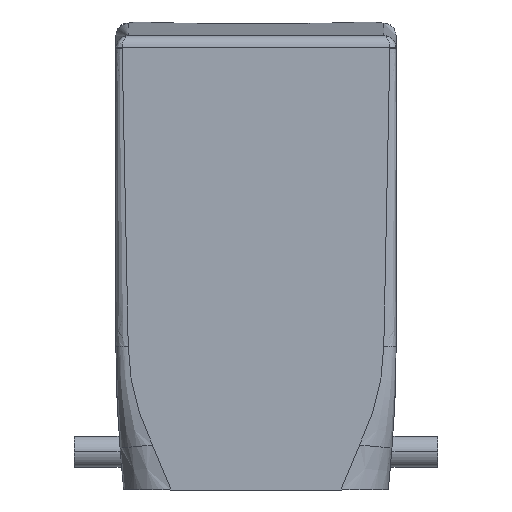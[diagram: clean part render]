
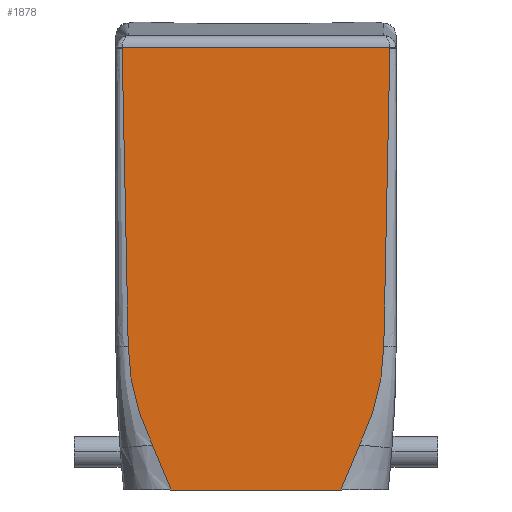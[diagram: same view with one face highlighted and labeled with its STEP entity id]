
A CAD part, front view. The second image highlights one B-rep face of the part: STEP entity #1878.
In plain terms, the highlighted planar face has unit normal (0, -1, 0.013).
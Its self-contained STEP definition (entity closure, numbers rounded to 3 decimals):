
#1749=AXIS2_PLACEMENT_3D('Plane Axis2P3D',#1746,#1747,#1748) ;
#1637=CARTESIAN_POINT('Vertex',(15.729,0.,0.)) ;
#1715=CARTESIAN_POINT('Vertex',(43.271,0.,0.)) ;
#1718=CARTESIAN_POINT('Line Origine',(29.5,0.,0.)) ;
#1746=CARTESIAN_POINT('Axis2P3D Location',(29.5,1.046,79.915)) ;
#1752=CARTESIAN_POINT('Control Point',(7.761,0.939,71.744)) ;
#1753=CARTESIAN_POINT('Control Point',(7.823,0.813,62.068)) ;
#1754=CARTESIAN_POINT('Control Point',(7.951,0.686,52.392)) ;
#1755=CARTESIAN_POINT('Control Point',(8.213,0.559,42.71)) ;
#1756=CARTESIAN_POINT('Control Point',(8.395,0.432,33.035)) ;
#1757=CARTESIAN_POINT('Control Point',(8.749,0.306,23.365)) ;
#1758=CARTESIAN_POINT('Vertex',(8.749,0.306,23.365)) ;
#1760=CARTESIAN_POINT('Vertex',(7.761,0.939,71.744)) ;
#1764=CARTESIAN_POINT('Control Point',(8.749,0.306,23.365)) ;
#1765=CARTESIAN_POINT('Control Point',(8.757,0.303,23.15)) ;
#1766=CARTESIAN_POINT('Control Point',(8.765,0.3,22.936)) ;
#1767=CARTESIAN_POINT('Control Point',(8.774,0.297,22.722)) ;
#1768=CARTESIAN_POINT('Control Point',(8.797,0.291,22.208)) ;
#1769=CARTESIAN_POINT('Control Point',(8.825,0.284,21.694)) ;
#1770=CARTESIAN_POINT('Control Point',(8.843,0.28,21.395)) ;
#1771=CARTESIAN_POINT('Control Point',(8.906,0.268,20.497)) ;
#1772=CARTESIAN_POINT('Control Point',(8.992,0.257,19.601)) ;
#1773=CARTESIAN_POINT('Control Point',(9.063,0.249,19.004)) ;
#1774=CARTESIAN_POINT('Control Point',(9.311,0.226,17.265)) ;
#1775=CARTESIAN_POINT('Control Point',(9.681,0.203,15.542)) ;
#1776=CARTESIAN_POINT('Control Point',(9.98,0.189,14.419)) ;
#1777=CARTESIAN_POINT('Control Point',(10.641,0.161,12.296)) ;
#1778=CARTESIAN_POINT('Control Point',(11.438,0.134,10.214)) ;
#1779=CARTESIAN_POINT('Control Point',(11.842,0.121,9.231)) ;
#1780=CARTESIAN_POINT('Control Point',(12.261,0.108,8.254)) ;
#1781=CARTESIAN_POINT('Control Point',(12.689,0.095,7.282)) ;
#1782=CARTESIAN_POINT('Vertex',(12.689,0.095,7.282)) ;
#1786=CARTESIAN_POINT('Control Point',(12.689,0.095,7.282)) ;
#1787=CARTESIAN_POINT('Control Point',(13.214,0.079,6.062)) ;
#1788=CARTESIAN_POINT('Control Point',(13.745,0.063,4.841)) ;
#1789=CARTESIAN_POINT('Control Point',(14.269,0.047,3.613)) ;
#1790=CARTESIAN_POINT('Control Point',(14.869,0.028,2.157)) ;
#1791=CARTESIAN_POINT('Control Point',(15.453,0.009,0.696)) ;
#1792=CARTESIAN_POINT('Control Point',(15.545,0.006,0.464)) ;
#1793=CARTESIAN_POINT('Control Point',(15.637,0.003,0.232)) ;
#1794=CARTESIAN_POINT('Control Point',(15.729,0.,0.)) ;
#1797=CARTESIAN_POINT('Control Point',(46.311,0.095,7.282)) ;
#1798=CARTESIAN_POINT('Control Point',(45.786,0.079,6.062)) ;
#1799=CARTESIAN_POINT('Control Point',(45.255,0.063,4.841)) ;
#1800=CARTESIAN_POINT('Control Point',(44.731,0.047,3.613)) ;
#1801=CARTESIAN_POINT('Control Point',(44.131,0.028,2.157)) ;
#1802=CARTESIAN_POINT('Control Point',(43.547,0.009,0.696)) ;
#1803=CARTESIAN_POINT('Control Point',(43.455,0.006,0.464)) ;
#1804=CARTESIAN_POINT('Control Point',(43.363,0.003,0.232)) ;
#1805=CARTESIAN_POINT('Control Point',(43.271,0.,0.)) ;
#1806=CARTESIAN_POINT('Vertex',(46.311,0.095,7.282)) ;
#1810=CARTESIAN_POINT('Control Point',(50.251,0.306,23.365)) ;
#1811=CARTESIAN_POINT('Control Point',(50.243,0.303,23.15)) ;
#1812=CARTESIAN_POINT('Control Point',(50.235,0.3,22.936)) ;
#1813=CARTESIAN_POINT('Control Point',(50.226,0.297,22.722)) ;
#1814=CARTESIAN_POINT('Control Point',(50.203,0.291,22.208)) ;
#1815=CARTESIAN_POINT('Control Point',(50.175,0.284,21.694)) ;
#1816=CARTESIAN_POINT('Control Point',(50.157,0.28,21.395)) ;
#1817=CARTESIAN_POINT('Control Point',(50.094,0.268,20.497)) ;
#1818=CARTESIAN_POINT('Control Point',(50.008,0.257,19.601)) ;
#1819=CARTESIAN_POINT('Control Point',(49.937,0.249,19.004)) ;
#1820=CARTESIAN_POINT('Control Point',(49.689,0.226,17.265)) ;
#1821=CARTESIAN_POINT('Control Point',(49.319,0.203,15.542)) ;
#1822=CARTESIAN_POINT('Control Point',(49.02,0.189,14.419)) ;
#1823=CARTESIAN_POINT('Control Point',(48.359,0.161,12.296)) ;
#1824=CARTESIAN_POINT('Control Point',(47.562,0.134,10.214)) ;
#1825=CARTESIAN_POINT('Control Point',(47.158,0.121,9.231)) ;
#1826=CARTESIAN_POINT('Control Point',(46.739,0.108,8.254)) ;
#1827=CARTESIAN_POINT('Control Point',(46.311,0.095,7.282)) ;
#1828=CARTESIAN_POINT('Vertex',(50.251,0.306,23.365)) ;
#1832=CARTESIAN_POINT('Control Point',(51.239,0.939,71.744)) ;
#1833=CARTESIAN_POINT('Control Point',(51.177,0.813,62.068)) ;
#1834=CARTESIAN_POINT('Control Point',(51.049,0.686,52.392)) ;
#1835=CARTESIAN_POINT('Control Point',(50.787,0.559,42.71)) ;
#1836=CARTESIAN_POINT('Control Point',(50.605,0.432,33.035)) ;
#1837=CARTESIAN_POINT('Control Point',(50.251,0.306,23.365)) ;
#1838=CARTESIAN_POINT('Vertex',(51.239,0.939,71.744)) ;
#1842=CARTESIAN_POINT('Control Point',(51.234,0.94,71.842)) ;
#1843=CARTESIAN_POINT('Control Point',(51.236,0.94,71.823)) ;
#1844=CARTESIAN_POINT('Control Point',(51.237,0.94,71.803)) ;
#1845=CARTESIAN_POINT('Control Point',(51.238,0.94,71.783)) ;
#1846=CARTESIAN_POINT('Control Point',(51.239,0.939,71.763)) ;
#1847=CARTESIAN_POINT('Control Point',(51.239,0.939,71.744)) ;
#1848=CARTESIAN_POINT('Vertex',(51.234,0.94,71.842)) ;
#1851=CARTESIAN_POINT('Line Origine',(29.5,0.94,71.842)) ;
#1855=CARTESIAN_POINT('Vertex',(7.766,0.94,71.842)) ;
#1859=CARTESIAN_POINT('Control Point',(7.766,0.94,71.842)) ;
#1860=CARTESIAN_POINT('Control Point',(7.764,0.94,71.823)) ;
#1861=CARTESIAN_POINT('Control Point',(7.763,0.94,71.803)) ;
#1862=CARTESIAN_POINT('Control Point',(7.762,0.94,71.783)) ;
#1863=CARTESIAN_POINT('Control Point',(7.761,0.939,71.763)) ;
#1864=CARTESIAN_POINT('Control Point',(7.761,0.939,71.744)) ;
#1719=DIRECTION('Vector Direction',(-1.,0.,0.)) ;
#1747=DIRECTION('Axis2P3D Direction',(0.,-1.,0.013)) ;
#1748=DIRECTION('Axis2P3D XDirection',(-1.,0.,0.)) ;
#1852=DIRECTION('Vector Direction',(1.,0.,0.)) ;
#1720=VECTOR('Line Direction',#1719,1.) ;
#1853=VECTOR('Line Direction',#1852,1.) ;
#1867=ORIENTED_EDGE('',*,*,#1762,.F.) ;
#1868=ORIENTED_EDGE('',*,*,#1784,.F.) ;
#1869=ORIENTED_EDGE('',*,*,#1795,.F.) ;
#1870=ORIENTED_EDGE('',*,*,#1722,.T.) ;
#1871=ORIENTED_EDGE('',*,*,#1808,.T.) ;
#1872=ORIENTED_EDGE('',*,*,#1830,.T.) ;
#1873=ORIENTED_EDGE('',*,*,#1840,.T.) ;
#1874=ORIENTED_EDGE('',*,*,#1850,.T.) ;
#1875=ORIENTED_EDGE('',*,*,#1857,.F.) ;
#1876=ORIENTED_EDGE('',*,*,#1865,.F.) ;
#1878=ADVANCED_FACE('Hauptkoerper',(#1877),#1750,.T.) ;
#1751=B_SPLINE_CURVE_WITH_KNOTS('',5,(#1752,#1753,#1754,#1755,#1756,#1757),.UNSPECIFIED.,.F.,.U.,(6,6),(35.06,118.861),.UNSPECIFIED.) ;
#1763=B_SPLINE_CURVE_WITH_KNOTS('',5,(#1764,#1765,#1766,#1767,#1768,#1769,#1770,#1771,#1772,#1773,#1774,#1775,#1776,#1777,#1778,#1779,#1780,#1781),.UNSPECIFIED.,.F.,.U.,(6,3,3,3,3,6),(116.592,118.461,121.076,126.305,136.375,145.558),.UNSPECIFIED.) ;
#1785=B_SPLINE_CURVE_WITH_KNOTS('',5,(#1786,#1787,#1788,#1789,#1790,#1791,#1792,#1793,#1794),.UNSPECIFIED.,.F.,.U.,(6,3,6),(141.56,152.858,154.99),.UNSPECIFIED.) ;
#1796=B_SPLINE_CURVE_WITH_KNOTS('',5,(#1797,#1798,#1799,#1800,#1801,#1802,#1803,#1804,#1805),.UNSPECIFIED.,.F.,.U.,(6,3,6),(141.56,152.858,154.99),.UNSPECIFIED.) ;
#1809=B_SPLINE_CURVE_WITH_KNOTS('',5,(#1810,#1811,#1812,#1813,#1814,#1815,#1816,#1817,#1818,#1819,#1820,#1821,#1822,#1823,#1824,#1825,#1826,#1827),.UNSPECIFIED.,.F.,.U.,(6,3,3,3,3,6),(116.592,118.461,121.076,126.305,136.375,145.558),.UNSPECIFIED.) ;
#1831=B_SPLINE_CURVE_WITH_KNOTS('',5,(#1832,#1833,#1834,#1835,#1836,#1837),.UNSPECIFIED.,.F.,.U.,(6,6),(35.06,118.861),.UNSPECIFIED.) ;
#1841=B_SPLINE_CURVE_WITH_KNOTS('',5,(#1842,#1843,#1844,#1845,#1846,#1847),.UNSPECIFIED.,.F.,.U.,(6,6),(8.55,8.772),.UNSPECIFIED.) ;
#1858=B_SPLINE_CURVE_WITH_KNOTS('',5,(#1859,#1860,#1861,#1862,#1863,#1864),.UNSPECIFIED.,.F.,.U.,(6,6),(8.55,8.772),.UNSPECIFIED.) ;
#1722=EDGE_CURVE('',#1638,#1716,#1721,.F.) ;
#1762=EDGE_CURVE('',#1759,#1761,#1751,.F.) ;
#1784=EDGE_CURVE('',#1783,#1759,#1763,.F.) ;
#1795=EDGE_CURVE('',#1638,#1783,#1785,.F.) ;
#1808=EDGE_CURVE('',#1716,#1807,#1796,.F.) ;
#1830=EDGE_CURVE('',#1807,#1829,#1809,.F.) ;
#1840=EDGE_CURVE('',#1829,#1839,#1831,.F.) ;
#1850=EDGE_CURVE('',#1839,#1849,#1841,.F.) ;
#1857=EDGE_CURVE('',#1856,#1849,#1854,.T.) ;
#1865=EDGE_CURVE('',#1761,#1856,#1858,.F.) ;
#1866=EDGE_LOOP('',(#1867,#1868,#1869,#1870,#1871,#1872,#1873,#1874,#1875,#1876)) ;
#1877=FACE_OUTER_BOUND('',#1866,.T.) ;
#1721=LINE('Line',#1718,#1720) ;
#1854=LINE('Line',#1851,#1853) ;
#1750=PLANE('',#1749) ;
#1638=VERTEX_POINT('',#1637) ;
#1716=VERTEX_POINT('',#1715) ;
#1759=VERTEX_POINT('',#1758) ;
#1761=VERTEX_POINT('',#1760) ;
#1783=VERTEX_POINT('',#1782) ;
#1807=VERTEX_POINT('',#1806) ;
#1829=VERTEX_POINT('',#1828) ;
#1839=VERTEX_POINT('',#1838) ;
#1849=VERTEX_POINT('',#1848) ;
#1856=VERTEX_POINT('',#1855) ;
